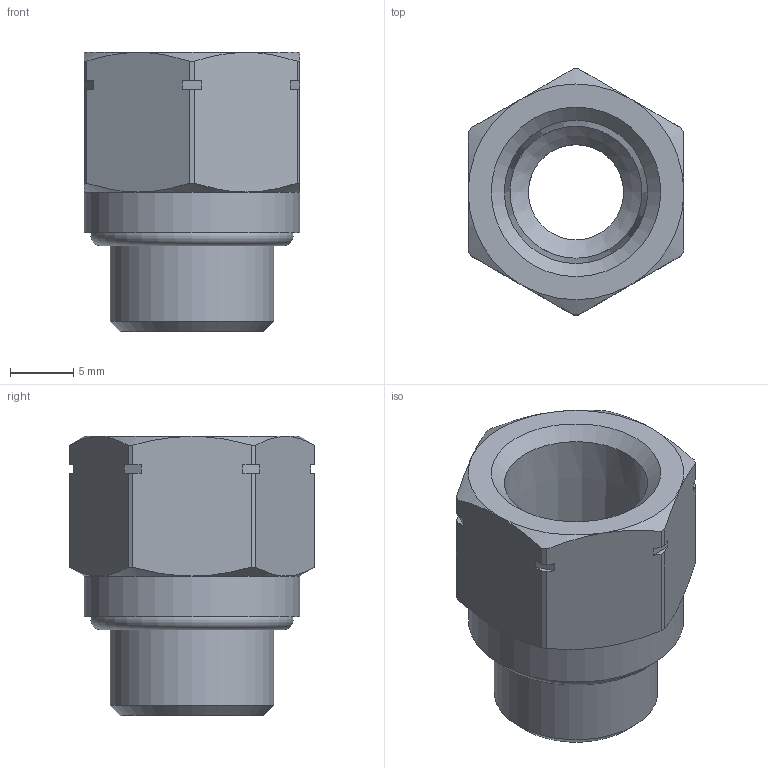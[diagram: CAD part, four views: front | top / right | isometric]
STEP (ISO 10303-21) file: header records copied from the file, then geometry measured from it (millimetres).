
FILE_DESCRIPTION(/* description */ (''),/* implementation_level */ '2;1');
FILE_NAME(/* name */ '901000.stp',/* time_stamp */ '2018-06-26T10:26:09-04:00',/* author */ ('design'),/* organization */ (''),/* preprocessor_version */ 'ST-DEVELOPER v17',/* originating_system */ 'Autodesk Inventor 2018',/* authorisation */ '');
FILE_SCHEMA (('AUTOMOTIVE_DESIGN { 1 0 10303 214 3 1 1 }'));
Length unit declared in the file: millimetre
Products named in the file (1): AX_RED_000_C
Bounding box: 17 x 19.38 x 22 mm (x, y, z)
Volume: 2786 mm3; surface area: 2389.9 mm2
Topology: 2 solids, 2 shells, 61 faces, 158 edges, 101 vertices
Faces by surface type: plane 40, cone 17, cylinder 3, torus 1
Full cylindrical faces by diameter (mm): 7.5 x1, 12.9 x1, 17 x1
Entity records: 1877 total; most frequent: CARTESIAN_POINT 393, ORIENTED_EDGE 316, DIRECTION 276, EDGE_CURVE 158, VERTEX_POINT 101, LINE 92, VECTOR 92, AXIS2_PLACEMENT_3D 92
